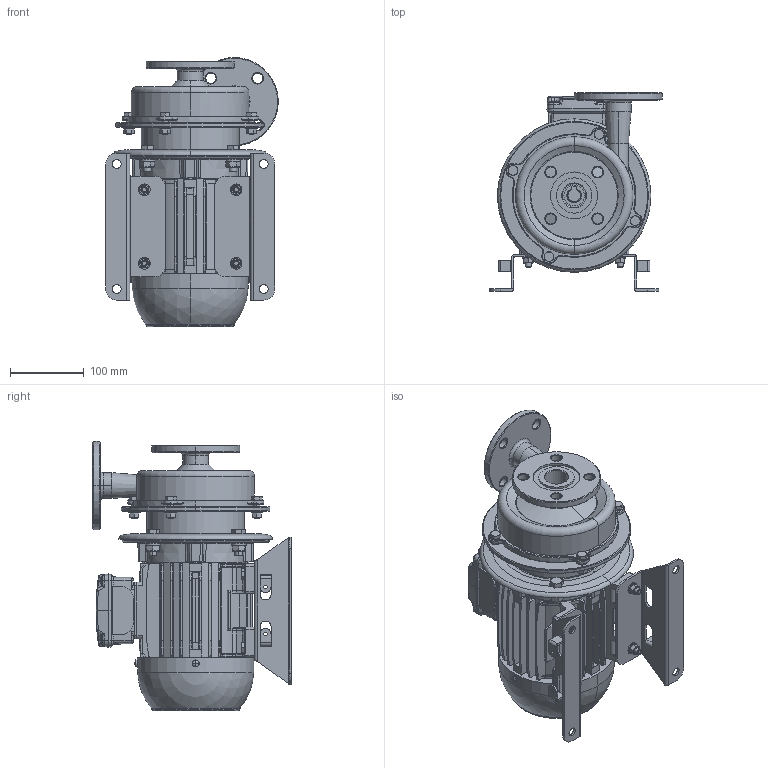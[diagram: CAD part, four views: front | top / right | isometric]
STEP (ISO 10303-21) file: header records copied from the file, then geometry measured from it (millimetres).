
FILE_DESCRIPTION (( 'STEP AP203' ), '1' );
FILE_NAME ('Ýëåêòðîíàñîñíûé àãðåãàò ÕÌ 6,3_20Ê5_1,5_2.STEP', '2016-10-31T20:32:06', ( '' ), ( '' ), 'SwSTEP 2.0', 'SolidWorks 2015', '' );
FILE_SCHEMA (( 'CONFIG_CONTROL_DESIGN' ));
Length unit declared in the file: millimetre
Products named in the file (16): Áîëò Ì8; 扻錪犩 6,3_20; ﾘ琺矜 ﾌ8; Ôëàíåö ôîíàðÿ 6,3_20; Ãàéêà Ì8; 婜縺蹞 6,3_20; Áîëò Ì8_2; 80_TOP_FF; 婑鳧氀 Dy32; 冓憵 6,3_20; Ýëåêòðîíàñîñíûé àãðåãàò ÕÌ 6,3_20Ê5_1,5_2; Áîëò Ì10; ﾘ琺矜; Êàñòðþëÿ 6,3_20 (Âàðèàíò 2); Ãàéêà; Îòâîä
Assembly tree (46 placements, depth 2):
  Ýëåêòðîíàñîñíûé àãðåãàò ÕÌ 6,3_20Ê5_1,5_2
    Êàñòðþëÿ 6,3_20 (Âàðèàíò 2)
    Îòâîä
    扻錪犩 6,3_20
    Ôëàíåö ôîíàðÿ 6,3_20
    婜縺蹞 6,3_20
    80_TOP_FF
    冓憵 6,3_20  x2
    Áîëò Ì10  x4
    ﾘ琺矜  x4
    Ãàéêà  x4
    Áîëò Ì8  x4
    ﾘ琺矜 ﾌ8  x8
    Ãàéêà Ì8  x8
    Áîëò Ì8_2  x4
    婑鳧氀 Dy32  x2
Bounding box: 235 x 270 x 366 mm (x, y, z)
Volume: 5179872.5 mm3; surface area: 746914.3 mm2
Topology: 51 solids, 52 shells, 2834 faces, 6837 edges, 4256 vertices
Faces by surface type: plane 1344, cylinder 644, cone 537, torus 182, bspline 105, sphere 22
Entity records: 73254 total; most frequent: CARTESIAN_POINT 18606, ORIENTED_EDGE 10938, DIRECTION 10757, EDGE_CURVE 5469, AXIS2_PLACEMENT_3D 3776, VERTEX_POINT 3444, LINE 3205, VECTOR 3205
